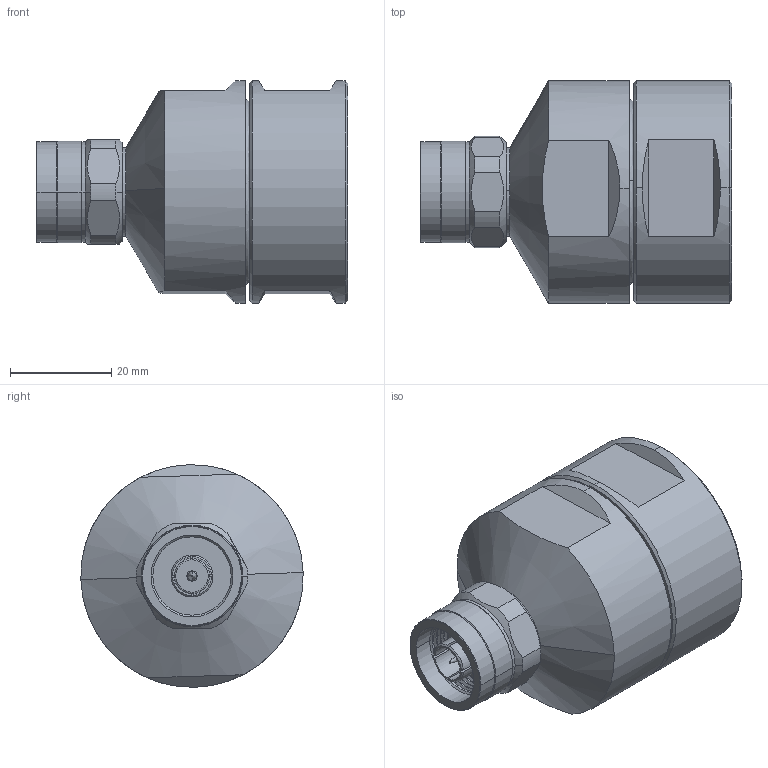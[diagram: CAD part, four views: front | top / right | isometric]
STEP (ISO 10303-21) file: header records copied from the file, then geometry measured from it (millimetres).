
FILE_DESCRIPTION (( 'STEP AP214' ), '1' );
FILE_NAME ('3190-6021(EZ-1200-NMC-PL-2).STEP', '2020-11-16T08:03:15', ( '' ), ( '' ), 'SwSTEP 2.0', 'SolidWorks 2017', '' );
FILE_SCHEMA (( 'AUTOMOTIVE_DESIGN' ));
Length unit declared in the file: millimetre
Products named in the file (1): 3190-6021(EZ-1200-NMC-PL-2)
Bounding box: 61.57 x 43.98 x 43.98 mm (x, y, z)
Volume: 60170.9 mm3; surface area: 11890.5 mm2
Topology: 1 solids, 1 shells, 145 faces, 352 edges, 217 vertices
Faces by surface type: cylinder 50, cone 48, plane 41, bspline 6
Entity records: 4432 total; most frequent: CARTESIAN_POINT 973, DIRECTION 764, ORIENTED_EDGE 704, EDGE_CURVE 352, AXIS2_PLACEMENT_3D 308, VERTEX_POINT 217, CIRCLE 168, EDGE_LOOP 153
